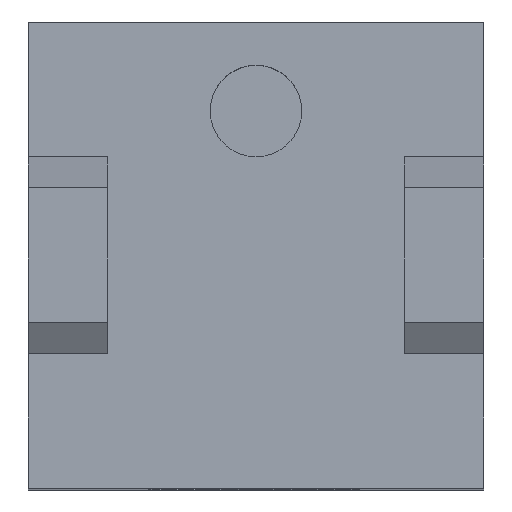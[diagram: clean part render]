
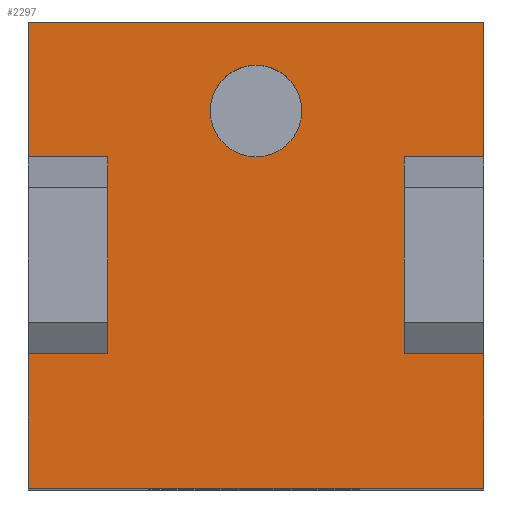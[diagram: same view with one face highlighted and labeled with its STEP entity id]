
A CAD part, top view. The second image highlights one B-rep face of the part: STEP entity #2297.
In plain terms, the highlighted planar face has unit normal (0, 0, 1).
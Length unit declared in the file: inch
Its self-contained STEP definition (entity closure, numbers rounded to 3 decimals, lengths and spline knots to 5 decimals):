
#162=DIRECTION('',(0.,-1.,0.));
#163=VECTOR('',#162,0.5);
#164=CARTESIAN_POINT('',(0.,1.73,3.84));
#165=LINE('',#164,#163);
#174=DIRECTION('',(0.,1.,0.));
#175=VECTOR('',#174,0.5);
#176=CARTESIAN_POINT('',(0.,0.,3.84));
#177=LINE('',#176,#175);
#248=DIRECTION('',(-1.,0.,0.));
#249=VECTOR('',#248,0.295);
#250=CARTESIAN_POINT('',(1.69,0.5,3.84));
#251=LINE('',#250,#249);
#252=DIRECTION('',(-1.,0.,0.));
#253=VECTOR('',#252,0.295);
#254=CARTESIAN_POINT('',(0.295,0.5,3.84));
#255=LINE('',#254,#253);
#256=DIRECTION('',(0.,-1.,0.));
#257=VECTOR('',#256,0.73);
#258=CARTESIAN_POINT('',(0.295,1.23,3.84));
#259=LINE('',#258,#257);
#260=CARTESIAN_POINT('',(0.845,1.4,3.84));
#261=DIRECTION('',(0.,0.,1.));
#262=DIRECTION('',(1.,0.,0.));
#263=AXIS2_PLACEMENT_3D('',#260,#261,#262);
#265=CARTESIAN_POINT('',(0.845,1.4,3.84));
#266=DIRECTION('',(0.,0.,1.));
#267=DIRECTION('',(-1.,0.,0.));
#268=AXIS2_PLACEMENT_3D('',#265,#266,#267);
#270=DIRECTION('',(0.,-1.,0.));
#271=VECTOR('',#270,0.73);
#272=CARTESIAN_POINT('',(1.395,1.23,3.84));
#273=LINE('',#272,#271);
#330=DIRECTION('',(-1.,0.,0.));
#331=VECTOR('',#330,0.295);
#332=CARTESIAN_POINT('',(0.295,1.23,3.84));
#333=LINE('',#332,#331);
#338=DIRECTION('',(-1.,0.,0.));
#339=VECTOR('',#338,0.295);
#340=CARTESIAN_POINT('',(1.69,1.23,3.84));
#341=LINE('',#340,#339);
#342=DIRECTION('',(0.,-1.,0.));
#343=VECTOR('',#342,0.5);
#344=CARTESIAN_POINT('',(1.69,1.73,3.84));
#345=LINE('',#344,#343);
#366=DIRECTION('',(0.,1.,0.));
#367=VECTOR('',#366,0.5);
#368=CARTESIAN_POINT('',(1.69,0.,3.84));
#369=LINE('',#368,#367);
#594=DIRECTION('',(-1.,0.,0.));
#595=VECTOR('',#594,1.69);
#596=CARTESIAN_POINT('',(1.69,1.73,3.84));
#597=LINE('',#596,#595);
#938=DIRECTION('',(1.,0.,0.));
#939=VECTOR('',#938,1.69);
#940=CARTESIAN_POINT('',(0.,0.,3.84));
#941=LINE('',#940,#939);
#1808=CARTESIAN_POINT('',(0.,0.,3.84));
#1809=CARTESIAN_POINT('',(1.69,0.,3.84));
#1810=VERTEX_POINT('',#1808);
#1811=VERTEX_POINT('',#1809);
#1812=CARTESIAN_POINT('',(1.69,1.73,3.84));
#1813=CARTESIAN_POINT('',(1.69,1.23,3.84));
#1814=VERTEX_POINT('',#1812);
#1815=VERTEX_POINT('',#1813);
#1819=CARTESIAN_POINT('',(1.69,0.5,3.84));
#1821=VERTEX_POINT('',#1819);
#1822=CARTESIAN_POINT('',(0.,1.73,3.84));
#1823=VERTEX_POINT('',#1822);
#1824=CARTESIAN_POINT('',(0.,1.23,3.84));
#1825=VERTEX_POINT('',#1824);
#1829=CARTESIAN_POINT('',(0.,0.5,3.84));
#1831=VERTEX_POINT('',#1829);
#1856=CARTESIAN_POINT('',(0.295,1.23,3.84));
#1857=VERTEX_POINT('',#1856);
#1858=CARTESIAN_POINT('',(1.395,1.23,3.84));
#1859=VERTEX_POINT('',#1858);
#1860=CARTESIAN_POINT('',(0.295,0.5,3.84));
#1861=VERTEX_POINT('',#1860);
#1862=CARTESIAN_POINT('',(1.395,0.5,3.84));
#1863=VERTEX_POINT('',#1862);
#2092=CARTESIAN_POINT('',(1.015,1.4,3.84));
#2093=CARTESIAN_POINT('',(0.675,1.4,3.84));
#2094=VERTEX_POINT('',#2092);
#2095=VERTEX_POINT('',#2093);
#2262=CARTESIAN_POINT('',(1.69,1.73,3.84));
#2263=DIRECTION('',(0.,0.,1.));
#2264=DIRECTION('',(0.,-1.,0.));
#2265=AXIS2_PLACEMENT_3D('',#2262,#2263,#2264);
#2266=PLANE('',#2265);
#2268=ORIENTED_EDGE('',*,*,#2267,.T.);
#2270=ORIENTED_EDGE('',*,*,#2269,.F.);
#2272=ORIENTED_EDGE('',*,*,#2271,.F.);
#2274=ORIENTED_EDGE('',*,*,#2273,.F.);
#2275=ORIENTED_EDGE('',*,*,#2215,.T.);
#2277=ORIENTED_EDGE('',*,*,#2276,.F.);
#2279=ORIENTED_EDGE('',*,*,#2278,.F.);
#2281=ORIENTED_EDGE('',*,*,#2280,.T.);
#2282=ORIENTED_EDGE('',*,*,#2207,.F.);
#2284=ORIENTED_EDGE('',*,*,#2283,.F.);
#2286=ORIENTED_EDGE('',*,*,#2285,.T.);
#2288=ORIENTED_EDGE('',*,*,#2287,.T.);
#2289=EDGE_LOOP('',(#2268,#2270,#2272,#2274,#2275,#2277,#2279,#2281,#2282,#2284,
#2286,#2288));
#2290=FACE_OUTER_BOUND('',#2289,.F.);
#2292=ORIENTED_EDGE('',*,*,#2291,.T.);
#2294=ORIENTED_EDGE('',*,*,#2293,.T.);
#2295=EDGE_LOOP('',(#2292,#2294));
#2296=FACE_BOUND('',#2295,.F.);
#2297=ADVANCED_FACE('',(#2290,#2296),#2266,.T.);
#264=CIRCLE('',#263,0.17);
#269=CIRCLE('',#268,0.17);
#2207=EDGE_CURVE('',#1823,#1825,#165,.T.);
#2215=EDGE_CURVE('',#1810,#1831,#177,.T.);
#2267=EDGE_CURVE('',#1859,#1863,#273,.T.);
#2269=EDGE_CURVE('',#1821,#1863,#251,.T.);
#2271=EDGE_CURVE('',#1811,#1821,#369,.T.);
#2273=EDGE_CURVE('',#1810,#1811,#941,.T.);
#2276=EDGE_CURVE('',#1861,#1831,#255,.T.);
#2278=EDGE_CURVE('',#1857,#1861,#259,.T.);
#2280=EDGE_CURVE('',#1857,#1825,#333,.T.);
#2283=EDGE_CURVE('',#1814,#1823,#597,.T.);
#2285=EDGE_CURVE('',#1814,#1815,#345,.T.);
#2287=EDGE_CURVE('',#1815,#1859,#341,.T.);
#2291=EDGE_CURVE('',#2094,#2095,#264,.T.);
#2293=EDGE_CURVE('',#2095,#2094,#269,.T.);
